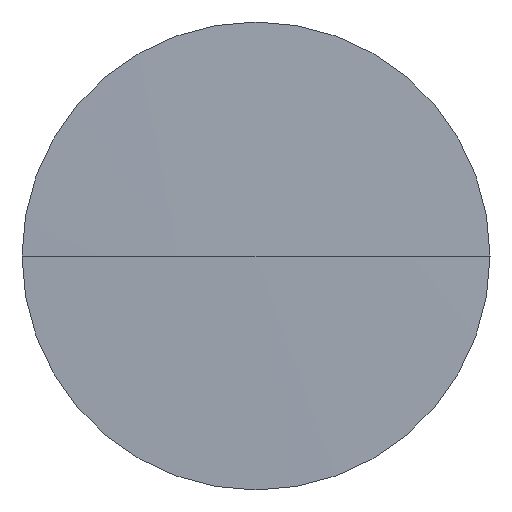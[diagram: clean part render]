
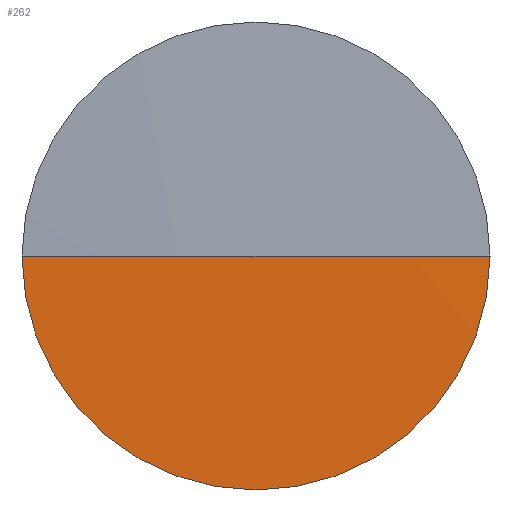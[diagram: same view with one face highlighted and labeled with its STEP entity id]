
A CAD part, left-side view. The second image highlights one B-rep face of the part: STEP entity #262.
In plain terms, the highlighted spherical face has radius 536.652 mm.
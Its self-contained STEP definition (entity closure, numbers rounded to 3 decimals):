
#11 = CIRCLE ( 'NONE', #36, 536.652 ) ;
#20 = DIRECTION ( 'NONE',  ( 0., 1., 0. ) ) ;
#22 = CARTESIAN_POINT ( 'NONE',  ( 85.459, 35.916, 0. ) ) ;
#28 = ORIENTED_EDGE ( 'NONE', *, *, #163, .T. ) ;
#31 = CIRCLE ( 'NONE', #87, 536.652 ) ;
#36 = AXIS2_PLACEMENT_3D ( 'NONE', #263, #132, #20 ) ;
#43 = DIRECTION ( 'NONE',  ( -1., 0., 0. ) ) ;
#46 = CARTESIAN_POINT ( 'NONE',  ( 621.96, 48.616, 0. ) ) ;
#61 = VERTEX_POINT ( 'NONE', #259 ) ;
#80 = CIRCLE ( 'NONE', #229, 12.7 ) ;
#81 = DIRECTION ( 'NONE',  ( 1., 0., 0. ) ) ;
#87 = AXIS2_PLACEMENT_3D ( 'NONE', #175, #322, #81 ) ;
#91 = SPHERICAL_SURFACE ( 'NONE', #127, 536.652 ) ;
#93 = AXIS2_PLACEMENT_3D ( 'NONE', #131, #43, #129 ) ;
#100 = CARTESIAN_POINT ( 'NONE',  ( 85.308, 48.616, 0. ) ) ;
#101 = DIRECTION ( 'NONE',  ( 0., 0., 1. ) ) ;
#105 = CARTESIAN_POINT ( 'NONE',  ( 85.459, 48.616, 0. ) ) ;
#117 = VERTEX_POINT ( 'NONE', #123 ) ;
#123 = CARTESIAN_POINT ( 'NONE',  ( 85.459, 61.316, 0. ) ) ;
#127 = AXIS2_PLACEMENT_3D ( 'NONE', #46, #133, #316 ) ;
#129 = DIRECTION ( 'NONE',  ( 0., 0., 1. ) ) ;
#131 = CARTESIAN_POINT ( 'NONE',  ( 85.459, 48.616, 0. ) ) ;
#132 = DIRECTION ( 'NONE',  ( 0., 0., -1. ) ) ;
#133 = DIRECTION ( 'NONE',  ( 0., 0., -1. ) ) ;
#158 = EDGE_CURVE ( 'NONE', #227, #234, #11, .T. ) ;
#163 = EDGE_CURVE ( 'NONE', #117, #61, #256, .T. ) ;
#175 = CARTESIAN_POINT ( 'NONE',  ( 621.96, 48.616, 0. ) ) ;
#187 = FACE_OUTER_BOUND ( 'NONE', #291, .T. ) ;
#214 = ORIENTED_EDGE ( 'NONE', *, *, #305, .T. ) ;
#227 = VERTEX_POINT ( 'NONE', #22 ) ;
#229 = AXIS2_PLACEMENT_3D ( 'NONE', #105, #295, #101 ) ;
#234 = VERTEX_POINT ( 'NONE', #100 ) ;
#256 = CIRCLE ( 'NONE', #93, 12.7 ) ;
#259 = CARTESIAN_POINT ( 'NONE',  ( 85.459, 48.616, -12.7 ) ) ;
#262 = ADVANCED_FACE ( 'NONE', ( #187 ), #91, .T. ) ;
#263 = CARTESIAN_POINT ( 'NONE',  ( 621.96, 48.616, 0. ) ) ;
#266 = ORIENTED_EDGE ( 'NONE', *, *, #284, .F. ) ;
#284 = EDGE_CURVE ( 'NONE', #117, #234, #31, .T. ) ;
#291 = EDGE_LOOP ( 'NONE', ( #28, #214, #294, #266 ) ) ;
#294 = ORIENTED_EDGE ( 'NONE', *, *, #158, .T. ) ;
#295 = DIRECTION ( 'NONE',  ( -1., 0., 0. ) ) ;
#305 = EDGE_CURVE ( 'NONE', #61, #227, #80, .T. ) ;
#316 = DIRECTION ( 'NONE',  ( 0., 1., 0. ) ) ;
#322 = DIRECTION ( 'NONE',  ( 0., 0., 1. ) ) ;
